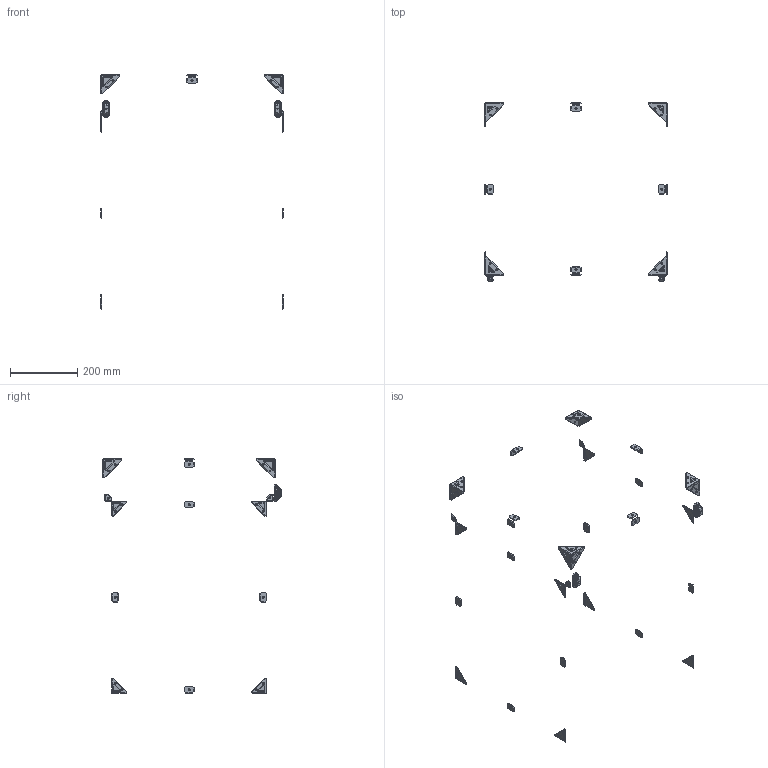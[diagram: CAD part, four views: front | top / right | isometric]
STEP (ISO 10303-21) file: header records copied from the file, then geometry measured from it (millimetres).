
FILE_DESCRIPTION(/* description */ (''),/* implementation_level */ '2;1');
FILE_NAME(/* name */ 'Vz330_enclsoure_trim .step',/* time_stamp */ '2022-07-23T17:08:25-04:00',/* author */ (''),/* organization */ (''),/* preprocessor_version */ 'ST-DEVELOPER v19',/* originating_system */ 'Autodesk Translation Framework v11.7.0.108',/* authorisation */ '');
FILE_SCHEMA (('AUTOMOTIVE_DESIGN { 1 0 10303 214 3 1 1 }'));
Products named in the file (35): VzBot_enclsoure_trim; Enclosure trim; panel corner piece(Mirror); panel corner piece(Mirror)(Mirror); panel corner piece(Mirror) (1); top cover corner piece; top cover corner piece(Mirror)(Mirror); top corner piece; top corner piece (1); top cover corner piece(Mirror)(Mirror) (1); panel corner piece; top cover lower piece back; top cover lower piece back(Mirror); panel middle piece2; panel middle piece2(Mirror) (1); panel corner piece(Mirror) (2); panel corner piece(Mirror) (1)(Mirror); panel middle piece2(Mirror); panel middle piece2(Mirror) (3); panel middle piece2(Mirror) (2); panel corner piece(Mirror) (3); top cover lower piece back(Mirror) (1); top cover lower piece back(Mirror)(Mirror); Front handle; front handle1; front handle2; Top copver panel middle piece; Top copver panel middle piece (1); Top copver panel middle piece front; Top copver panel middle piece back; Top copver panel middle piece front (1); Top copver panel middle piece front (1)(Mirror); Top copver panel middle piece (2); Top copver panel middle piece (2)(Mirror); Component95
Assembly tree (38 placements, depth 4):
  VzBot_enclsoure_trim
    Enclosure trim
      panel middle piece2  x4
      panel corner piece  x2
      panel corner piece(Mirror)
      panel corner piece(Mirror)(Mirror)
      panel corner piece(Mirror) (1)
      top cover corner piece
        top cover corner piece(Mirror)(Mirror)
        top corner piece
        top corner piece (1)
        top cover corner piece(Mirror)(Mirror) (1)
      top cover lower piece back
        top cover lower piece back(Mirror)
      panel middle piece2(Mirror) (1)
      panel corner piece(Mirror) (2)
      panel corner piece(Mirror) (1)(Mirror)
      panel middle piece2(Mirror)
      panel middle piece2(Mirror) (3)
      panel middle piece2(Mirror) (2)
      panel corner piece(Mirror) (3)
      top cover lower piece back(Mirror) (1)
        top cover lower piece back(Mirror)(Mirror)
      Front handle
        front handle1
        front handle2
      Top copver panel middle piece
      Top copver panel middle piece (1)
      Top copver panel middle piece front
      Top copver panel middle piece back
      Top copver panel middle piece front (1)
      Top copver panel middle piece front (1)(Mirror)
      Top copver panel middle piece (2)
      Top copver panel middle piece (2)(Mirror)
    Component95
Bounding box: 542 x 529 x 696.13 mm (x, y, z)
Volume: 126808.1 mm3; surface area: 99967.7 mm2
Topology: 34 solids, 34 shells, 2024 faces, 5078 edges, 3196 vertices
Faces by surface type: plane 1448, bspline 312, cylinder 216, cone 32, sphere 16
Full cylindrical faces by diameter (mm): 3.3 x60, 4.2 x4, 5.5 x24, 6 x36, 7.4 x4
Entity records: 66295 total; most frequent: CARTESIAN_POINT 20475, ORIENTED_EDGE 9702, DIRECTION 8274, EDGE_CURVE 4851, LINE 3706, VECTOR 3706, VERTEX_POINT 3071, AXIS2_PLACEMENT_3D 2284
